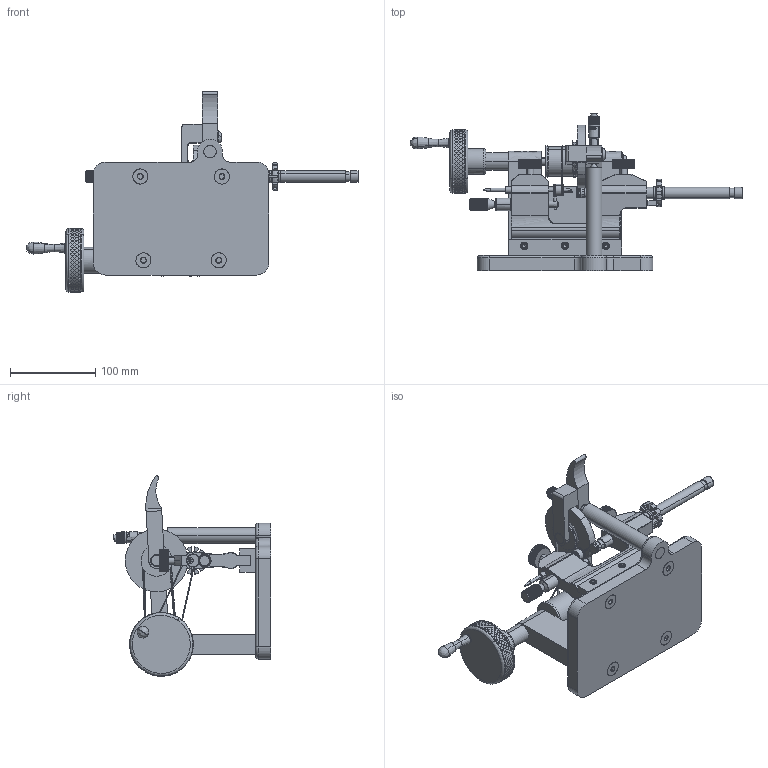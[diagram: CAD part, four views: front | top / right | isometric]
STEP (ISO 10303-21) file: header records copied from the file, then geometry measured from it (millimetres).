
FILE_DESCRIPTION(('FreeCAD Model'),'2;1');
FILE_NAME('Open CASCADE Shape Model','2025-05-09T17:30:03',('FreeCAD'),( 'FreeCAD'),'Open CASCADE STEP processor 7.6','FreeCAD','Unknown');
FILE_SCHEMA(('AUTOMOTIVE_DESIGN { 1 0 10303 214 1 1 1 1 }'));
Products named in the file (1): Open CASCADE STEP translator 7.6 1
Bounding box: 389.48 x 184.48 x 235.15 mm (x, y, z)
Volume: 1347126.8 mm3; surface area: 297912.5 mm2
Topology: 51 solids, 51 shells, 4358 faces, 10912 edges, 6683 vertices
Faces by surface type: bspline 4358
Entity records: 168639 total; most frequent: CARTESIAN_POINT 108208, ORIENTED_EDGE 21760, EDGE_CURVE 10880, VERTEX_POINT 6683, B_SPLINE_CURVE_WITH_KNOTS 5414, FACE_BOUND 4502, EDGE_LOOP 4502, ADVANCED_FACE 4358
